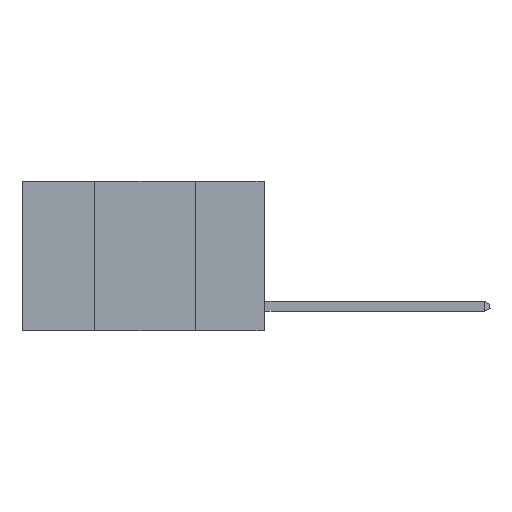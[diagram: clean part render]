
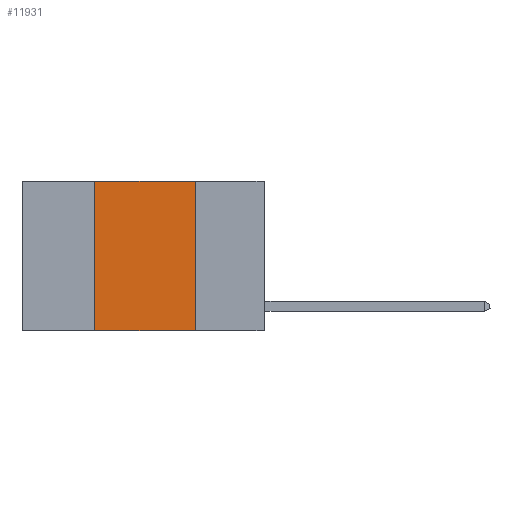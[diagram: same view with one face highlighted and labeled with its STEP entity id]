
A CAD part, left-side view. The second image highlights one B-rep face of the part: STEP entity #11931.
In plain terms, the highlighted planar face has unit normal (-1, 0, 0).
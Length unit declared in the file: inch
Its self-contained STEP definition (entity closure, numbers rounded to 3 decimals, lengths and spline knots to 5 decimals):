
#1454 = CARTESIAN_POINT ( 'NONE',  ( 0., 0.6, -0.37 ) ) ;
#1741 = FACE_OUTER_BOUND ( 'NONE', #3318, .T. ) ;
#2223 = CARTESIAN_POINT ( 'NONE',  ( 0., 0.6, 0. ) ) ;
#2502 = CARTESIAN_POINT ( 'NONE',  ( 0., 0.6, 0. ) ) ;
#2538 = LINE ( 'NONE', #1454, #4989 ) ;
#2554 = CARTESIAN_POINT ( 'NONE',  ( 0., 0.42, 0. ) ) ;
#3295 = VERTEX_POINT ( 'NONE', #13772 ) ;
#3318 = EDGE_LOOP ( 'NONE', ( #13481, #10236, #14552, #14415 ) ) ;
#3703 = VERTEX_POINT ( 'NONE', #15724 ) ;
#4940 = LINE ( 'NONE', #2554, #15028 ) ;
#4989 = VECTOR ( 'NONE', #9636, 39.37008 ) ;
#5990 = VERTEX_POINT ( 'NONE', #12941 ) ;
#6010 = VERTEX_POINT ( 'NONE', #13262 ) ;
#7433 = DIRECTION ( 'NONE',  ( 0., 0., 1. ) ) ;
#8231 = EDGE_CURVE ( 'NONE', #6010, #3295, #4940, .T. ) ;
#8398 = DIRECTION ( 'NONE',  ( 1., 0., 0. ) ) ;
#9636 = DIRECTION ( 'NONE',  ( 0., -1., 0. ) ) ;
#10236 = ORIENTED_EDGE ( 'NONE', *, *, #12499, .F. ) ;
#10704 = AXIS2_PLACEMENT_3D ( 'NONE', #2223, #8398, #13127 ) ;
#11143 = EDGE_CURVE ( 'NONE', #6010, #3703, #2538, .T. ) ;
#11423 = LINE ( 'NONE', #14020, #11583 ) ;
#11583 = VECTOR ( 'NONE', #12929, 39.37008 ) ;
#11819 = DIRECTION ( 'NONE',  ( 0., -1., 0. ) ) ;
#11821 = VECTOR ( 'NONE', #11819, 39.37008 ) ;
#11931 = ADVANCED_FACE ( 'NONE', ( #1741 ), #13189, .F. ) ;
#12199 = LINE ( 'NONE', #2502, #11821 ) ;
#12499 = EDGE_CURVE ( 'NONE', #3295, #5990, #12199, .T. ) ;
#12929 = DIRECTION ( 'NONE',  ( 0., 0., -1. ) ) ;
#12941 = CARTESIAN_POINT ( 'NONE',  ( 0., 0.17, 0. ) ) ;
#13127 = DIRECTION ( 'NONE',  ( 0., 0., -1. ) ) ;
#13189 = PLANE ( 'NONE',  #10704 ) ;
#13262 = CARTESIAN_POINT ( 'NONE',  ( 0., 0.42, -0.37 ) ) ;
#13481 = ORIENTED_EDGE ( 'NONE', *, *, #14232, .F. ) ;
#13772 = CARTESIAN_POINT ( 'NONE',  ( 0., 0.42, 0. ) ) ;
#14020 = CARTESIAN_POINT ( 'NONE',  ( 0., 0.17, 0. ) ) ;
#14232 = EDGE_CURVE ( 'NONE', #5990, #3703, #11423, .T. ) ;
#14415 = ORIENTED_EDGE ( 'NONE', *, *, #11143, .T. ) ;
#14552 = ORIENTED_EDGE ( 'NONE', *, *, #8231, .F. ) ;
#15028 = VECTOR ( 'NONE', #7433, 39.37008 ) ;
#15724 = CARTESIAN_POINT ( 'NONE',  ( 0., 0.17, -0.37 ) ) ;
